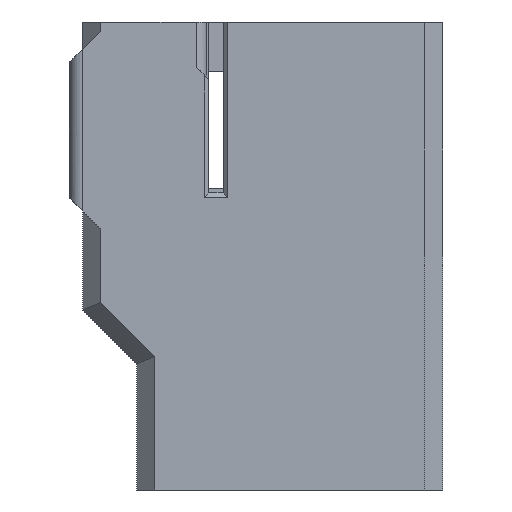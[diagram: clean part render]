
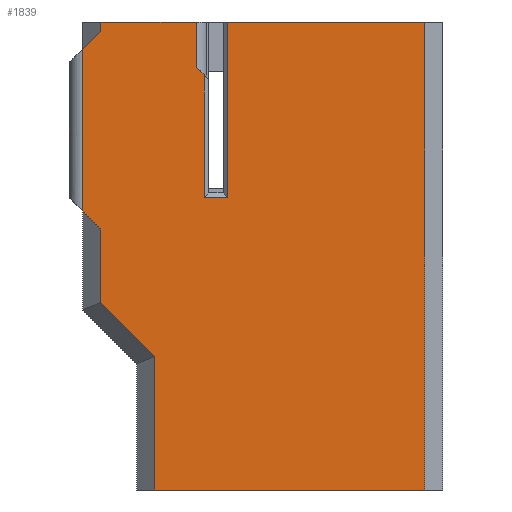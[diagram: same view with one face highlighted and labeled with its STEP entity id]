
A CAD part, left-side view. The second image highlights one B-rep face of the part: STEP entity #1839.
In plain terms, the highlighted planar face has unit normal (-1, 0, 0).
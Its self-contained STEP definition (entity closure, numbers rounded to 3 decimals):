
#154=FACE_OUTER_BOUND('',#263,.T.);
#263=EDGE_LOOP('',(#1293,#1294,#1295,#1296,#1297,#1298,#1299,#1300,#1301,
#1302,#1303,#1304,#1305,#1306,#1307,#1308,#1309));
#394=LINE('',#2819,#589);
#401=LINE('',#2839,#596);
#402=LINE('',#2842,#597);
#405=LINE('',#2854,#600);
#406=LINE('',#2856,#601);
#407=LINE('',#2858,#602);
#408=LINE('',#2860,#603);
#409=LINE('',#2862,#604);
#410=LINE('',#2864,#605);
#411=LINE('',#2866,#606);
#412=LINE('',#2867,#607);
#413=LINE('',#2869,#608);
#414=LINE('',#2871,#609);
#415=LINE('',#2873,#610);
#416=LINE('',#2875,#611);
#417=LINE('',#2877,#612);
#418=LINE('',#2878,#613);
#589=VECTOR('',#2227,10.);
#596=VECTOR('',#2242,10.);
#597=VECTOR('',#2245,10.);
#600=VECTOR('',#2256,10.);
#601=VECTOR('',#2257,10.);
#602=VECTOR('',#2258,10.);
#603=VECTOR('',#2259,10.);
#604=VECTOR('',#2260,10.);
#605=VECTOR('',#2261,10.);
#606=VECTOR('',#2262,10.);
#607=VECTOR('',#2263,10.);
#608=VECTOR('',#2264,10.);
#609=VECTOR('',#2265,10.);
#610=VECTOR('',#2266,10.);
#611=VECTOR('',#2267,10.);
#612=VECTOR('',#2268,10.);
#613=VECTOR('',#2269,10.);
#809=VERTEX_POINT('',#2816);
#810=VERTEX_POINT('',#2818);
#816=VERTEX_POINT('',#2832);
#819=VERTEX_POINT('',#2837);
#820=VERTEX_POINT('',#2841);
#825=VERTEX_POINT('',#2853);
#826=VERTEX_POINT('',#2855);
#827=VERTEX_POINT('',#2857);
#828=VERTEX_POINT('',#2859);
#829=VERTEX_POINT('',#2861);
#830=VERTEX_POINT('',#2863);
#831=VERTEX_POINT('',#2865);
#832=VERTEX_POINT('',#2868);
#833=VERTEX_POINT('',#2870);
#834=VERTEX_POINT('',#2872);
#835=VERTEX_POINT('',#2874);
#836=VERTEX_POINT('',#2876);
#994=EDGE_CURVE('',#809,#810,#394,.T.);
#1004=EDGE_CURVE('',#819,#816,#401,.T.);
#1005=EDGE_CURVE('',#816,#820,#402,.T.);
#1011=EDGE_CURVE('',#825,#819,#405,.T.);
#1012=EDGE_CURVE('',#826,#825,#406,.T.);
#1013=EDGE_CURVE('',#827,#826,#407,.T.);
#1014=EDGE_CURVE('',#828,#827,#408,.T.);
#1015=EDGE_CURVE('',#829,#828,#409,.T.);
#1016=EDGE_CURVE('',#830,#829,#410,.T.);
#1017=EDGE_CURVE('',#830,#831,#411,.T.);
#1018=EDGE_CURVE('',#810,#831,#412,.T.);
#1019=EDGE_CURVE('',#832,#809,#413,.T.);
#1020=EDGE_CURVE('',#833,#832,#414,.T.);
#1021=EDGE_CURVE('',#834,#833,#415,.T.);
#1022=EDGE_CURVE('',#835,#834,#416,.T.);
#1023=EDGE_CURVE('',#835,#836,#417,.T.);
#1024=EDGE_CURVE('',#836,#820,#418,.T.);
#1293=ORIENTED_EDGE('',*,*,#1004,.F.);
#1294=ORIENTED_EDGE('',*,*,#1011,.F.);
#1295=ORIENTED_EDGE('',*,*,#1012,.F.);
#1296=ORIENTED_EDGE('',*,*,#1013,.F.);
#1297=ORIENTED_EDGE('',*,*,#1014,.F.);
#1298=ORIENTED_EDGE('',*,*,#1015,.F.);
#1299=ORIENTED_EDGE('',*,*,#1016,.F.);
#1300=ORIENTED_EDGE('',*,*,#1017,.T.);
#1301=ORIENTED_EDGE('',*,*,#1018,.F.);
#1302=ORIENTED_EDGE('',*,*,#994,.F.);
#1303=ORIENTED_EDGE('',*,*,#1019,.F.);
#1304=ORIENTED_EDGE('',*,*,#1020,.F.);
#1305=ORIENTED_EDGE('',*,*,#1021,.F.);
#1306=ORIENTED_EDGE('',*,*,#1022,.F.);
#1307=ORIENTED_EDGE('',*,*,#1023,.T.);
#1308=ORIENTED_EDGE('',*,*,#1024,.T.);
#1309=ORIENTED_EDGE('',*,*,#1005,.F.);
#1777=PLANE('',#1989);
#1839=ADVANCED_FACE('',(#154),#1777,.T.);
#1989=AXIS2_PLACEMENT_3D('',#2852,#2254,#2255);
#2227=DIRECTION('',(0.,-1.,0.));
#2242=DIRECTION('',(0.,0.,1.));
#2245=DIRECTION('',(0.,-1.,0.));
#2254=DIRECTION('center_axis',(-1.,0.,0.));
#2255=DIRECTION('ref_axis',(0.,-1.,0.));
#2256=DIRECTION('',(0.,-0.707,0.707));
#2257=DIRECTION('',(0.,0.,1.));
#2258=DIRECTION('',(0.,0.707,0.707));
#2259=DIRECTION('',(0.,0.,1.));
#2260=DIRECTION('',(0.,0.707,0.707));
#2261=DIRECTION('',(0.,0.,1.));
#2262=DIRECTION('',(0.,-1.,0.));
#2263=DIRECTION('',(0.,0.,-1.));
#2264=DIRECTION('',(0.,0.,1.));
#2265=DIRECTION('',(0.,-1.,0.));
#2266=DIRECTION('',(0.,0.,-1.));
#2267=DIRECTION('',(0.,-0.707,-0.707));
#2268=DIRECTION('',(0.,1.,0.));
#2269=DIRECTION('',(0.,0.,1.));
#2816=CARTESIAN_POINT('',(-21.75,1.95,26.));
#2818=CARTESIAN_POINT('',(-21.75,-9.,26.));
#2819=CARTESIAN_POINT('',(-21.75,5.,26.));
#2832=CARTESIAN_POINT('',(-21.75,9.,26.));
#2837=CARTESIAN_POINT('',(-21.75,9.,25.5));
#2839=CARTESIAN_POINT('',(-21.75,9.,0.));
#2841=CARTESIAN_POINT('',(-21.75,3.7,26.));
#2842=CARTESIAN_POINT('',(-21.75,5.,26.));
#2852=CARTESIAN_POINT('Origin',(-21.75,10.,0.));
#2853=CARTESIAN_POINT('',(-21.75,10.,24.5));
#2854=CARTESIAN_POINT('',(-21.75,16.313,18.188));
#2855=CARTESIAN_POINT('',(-21.75,10.,15.5));
#2856=CARTESIAN_POINT('',(-21.75,10.,10.));
#2857=CARTESIAN_POINT('',(-21.75,9.,14.5));
#2858=CARTESIAN_POINT('',(-21.75,6.313,11.813));
#2859=CARTESIAN_POINT('',(-21.75,9.,10.414));
#2860=CARTESIAN_POINT('',(-21.75,9.,0.));
#2861=CARTESIAN_POINT('',(-21.75,6.,7.414));
#2862=CARTESIAN_POINT('',(-21.75,6.043,7.457));
#2863=CARTESIAN_POINT('',(-21.75,6.,0.));
#2864=CARTESIAN_POINT('',(-21.75,6.,0.));
#2865=CARTESIAN_POINT('',(-21.75,-9.,0.));
#2866=CARTESIAN_POINT('',(-21.75,10.,0.));
#2867=CARTESIAN_POINT('',(-21.75,-9.,0.));
#2868=CARTESIAN_POINT('',(-21.75,1.95,16.25));
#2869=CARTESIAN_POINT('',(-21.75,1.95,7.5));
#2870=CARTESIAN_POINT('',(-21.75,3.25,16.25));
#2871=CARTESIAN_POINT('',(-21.75,7.862,16.25));
#2872=CARTESIAN_POINT('',(-21.75,3.25,23.06));
#2873=CARTESIAN_POINT('',(-21.75,3.25,7.5));
#2874=CARTESIAN_POINT('',(-21.75,3.69,23.5));
#2875=CARTESIAN_POINT('',(-21.75,-0.78,19.03));
#2876=CARTESIAN_POINT('',(-21.75,3.7,23.5));
#2877=CARTESIAN_POINT('',(-21.75,6.675,23.5));
#2878=CARTESIAN_POINT('',(-21.75,3.7,12.5));
